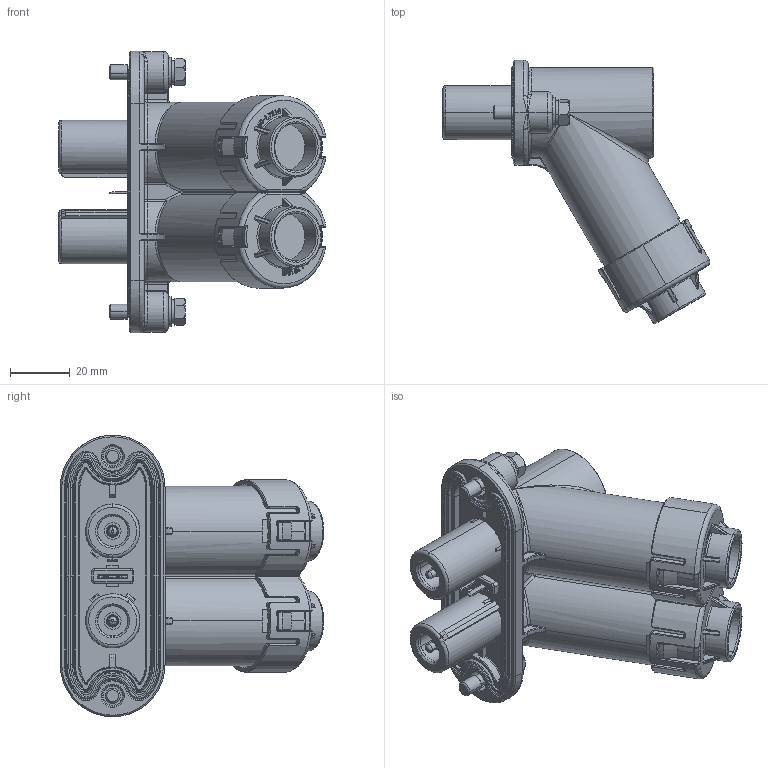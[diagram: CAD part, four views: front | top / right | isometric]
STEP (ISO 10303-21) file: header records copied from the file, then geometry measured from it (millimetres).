
FILE_DESCRIPTION (( 'STEP AP203' ), '1' );
FILE_NAME ('YGC1033A-EV-S2PW-¢ñ-Z-50²åÍ·.STEP', '2021-12-16T05:33:45', ( '' ), ( '' ), 'SwSTEP 2.0', 'SolidWorks 2018', '' );
FILE_SCHEMA (( 'CONFIG_CONTROL_DESIGN' ));
Length unit declared in the file: millimetre
Products named in the file (1): YGC1033A-EV-S2PW-ｉ-Z-50脣芛
Bounding box: 89.46 x 88 x 94 mm (x, y, z)
Surface area: 68163.3 mm2 (no closed solid volume)
Topology: 0 solids, 27 shells, 2521 faces, 6629 edges, 4178 vertices
Faces by surface type: plane 1135, cylinder 642, bspline 271, torus 244, cone 216, sphere 13
Entity records: 93456 total; most frequent: CARTESIAN_POINT 33261, ORIENTED_EDGE 13154, DIRECTION 11859, EDGE_CURVE 6581, VERTEX_POINT 4176, AXIS2_PLACEMENT_3D 4124, LINE 3611, VECTOR 3611
